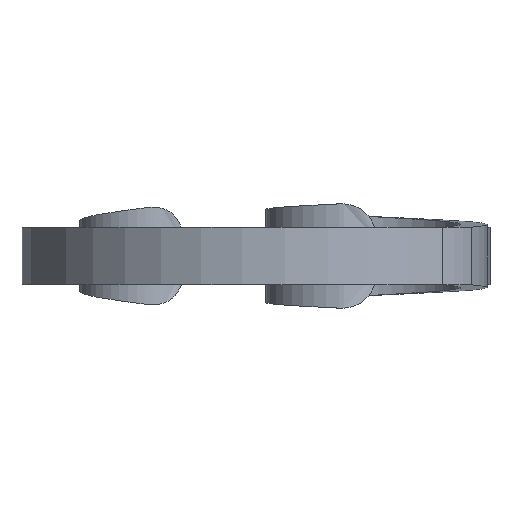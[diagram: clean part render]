
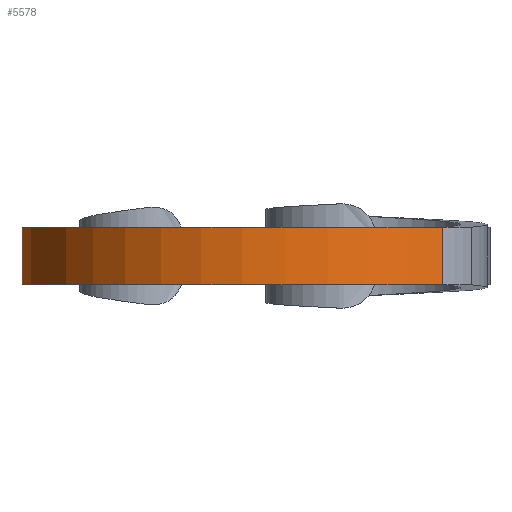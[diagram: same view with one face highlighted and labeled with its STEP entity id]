
A CAD part, front view. The second image highlights one B-rep face of the part: STEP entity #5578.
In plain terms, the highlighted cylindrical face has radius 71.537 mm (diameter 143.074 mm), a partial arc.
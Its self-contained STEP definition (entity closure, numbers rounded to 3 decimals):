
#149 = DIRECTION ( 'NONE',  ( 0., 0., 1. ) ) ;
#449 = VERTEX_POINT ( 'NONE', #4573 ) ;
#528 = AXIS2_PLACEMENT_3D ( 'NONE', #11670, #149, #8622 ) ;
#537 = ORIENTED_EDGE ( 'NONE', *, *, #9597, .F. ) ;
#1049 = VERTEX_POINT ( 'NONE', #2071 ) ;
#1621 = EDGE_CURVE ( 'NONE', #1049, #9216, #13257, .T. ) ;
#2071 = CARTESIAN_POINT ( 'NONE',  ( -46.923, -40.928, 8. ) ) ;
#2226 = VECTOR ( 'NONE', #13561, 1000. ) ;
#3173 = DIRECTION ( 'NONE',  ( -0.747, 0.664, 0. ) ) ;
#3947 = EDGE_LOOP ( 'NONE', ( #9473, #6731, #537, #9012 ) ) ;
#4477 = CARTESIAN_POINT ( 'NONE',  ( -46.923, -40.928, -8. ) ) ;
#4573 = CARTESIAN_POINT ( 'NONE',  ( 51.756, -143.896, 8. ) ) ;
#5224 = LINE ( 'NONE', #10561, #2226 ) ;
#5578 = ADVANCED_FACE ( 'NONE', ( #9676 ), #7859, .T. ) ;
#5583 = DIRECTION ( 'NONE',  ( -0.747, 0.664, 0. ) ) ;
#6458 = CARTESIAN_POINT ( 'NONE',  ( 6.537, -88.463, 8. ) ) ;
#6731 = ORIENTED_EDGE ( 'NONE', *, *, #10525, .F. ) ;
#7648 = CIRCLE ( 'NONE', #11259, 71.537 ) ;
#7859 = CYLINDRICAL_SURFACE ( 'NONE', #528, 71.537 ) ;
#8319 = DIRECTION ( 'NONE',  ( 0., 0., 1. ) ) ;
#8578 = CARTESIAN_POINT ( 'NONE',  ( 51.756, -143.896, -8. ) ) ;
#8622 = DIRECTION ( 'NONE',  ( 1., 0., 0. ) ) ;
#8660 = DIRECTION ( 'NONE',  ( 0., 0., 1. ) ) ;
#9012 = ORIENTED_EDGE ( 'NONE', *, *, #1621, .T. ) ;
#9216 = VERTEX_POINT ( 'NONE', #4477 ) ;
#9237 = AXIS2_PLACEMENT_3D ( 'NONE', #6458, #8660, #5583 ) ;
#9469 = CARTESIAN_POINT ( 'NONE',  ( 6.537, -88.463, -8. ) ) ;
#9473 = ORIENTED_EDGE ( 'NONE', *, *, #11117, .T. ) ;
#9597 = EDGE_CURVE ( 'NONE', #1049, #449, #12086, .T. ) ;
#9676 = FACE_OUTER_BOUND ( 'NONE', #3947, .T. ) ;
#9890 = CARTESIAN_POINT ( 'NONE',  ( -46.923, -40.928, -8. ) ) ;
#10525 = EDGE_CURVE ( 'NONE', #449, #11832, #5224, .T. ) ;
#10561 = CARTESIAN_POINT ( 'NONE',  ( 51.756, -143.896, -8. ) ) ;
#10890 = DIRECTION ( 'NONE',  ( 0., 0., -1. ) ) ;
#11117 = EDGE_CURVE ( 'NONE', #9216, #11832, #7648, .T. ) ;
#11259 = AXIS2_PLACEMENT_3D ( 'NONE', #9469, #8319, #3173 ) ;
#11670 = CARTESIAN_POINT ( 'NONE',  ( 6.537, -88.463, 0. ) ) ;
#11832 = VERTEX_POINT ( 'NONE', #8578 ) ;
#12086 = CIRCLE ( 'NONE', #9237, 71.537 ) ;
#12927 = VECTOR ( 'NONE', #10890, 1000. ) ;
#13257 = LINE ( 'NONE', #9890, #12927 ) ;
#13561 = DIRECTION ( 'NONE',  ( 0., 0., -1. ) ) ;
